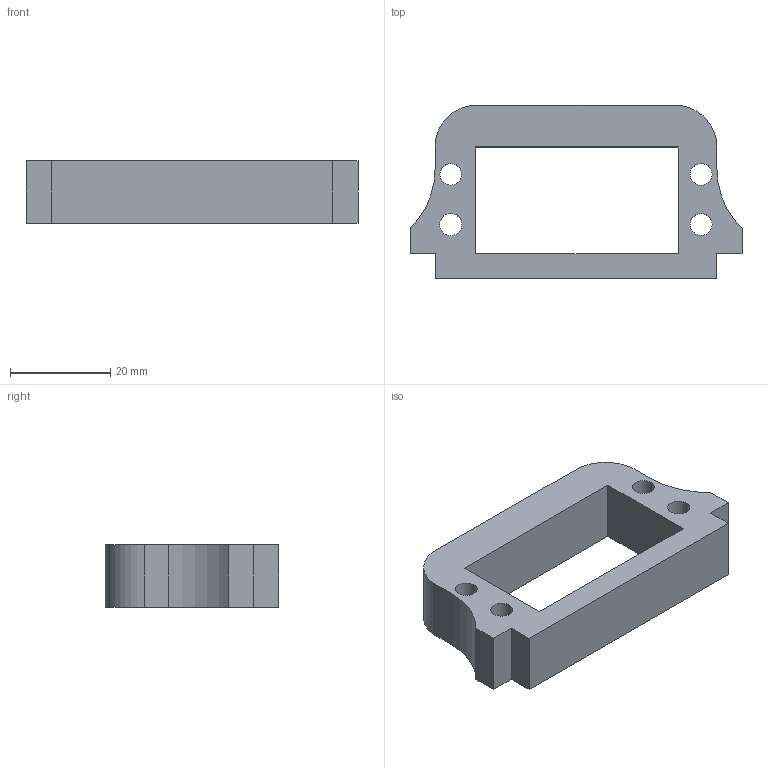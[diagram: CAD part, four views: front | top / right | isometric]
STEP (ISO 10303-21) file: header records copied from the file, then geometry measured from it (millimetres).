
FILE_DESCRIPTION (( 'STEP AP214' ), '1' );
FILE_NAME ('body-neck-servo-holder.STEP', '2024-05-20T18:53:54', ( '' ), ( '' ), 'SwSTEP 2.0', 'SolidWorks 2023', '' );
FILE_SCHEMA (( 'AUTOMOTIVE_DESIGN' ));
Length unit declared in the file: millimetre
Products named in the file (1): body-neck-servo-holder
Bounding box: 66.17 x 34.58 x 12.5 mm (x, y, z)
Volume: 13485.8 mm3; surface area: 6727.4 mm2
Topology: 1 solids, 1 shells, 32 faces, 90 edges, 60 vertices
Faces by surface type: plane 20, cylinder 12
Entity records: 1081 total; most frequent: CARTESIAN_POINT 183, ORIENTED_EDGE 180, DIRECTION 180, EDGE_CURVE 90, LINE 66, VECTOR 66, VERTEX_POINT 60, AXIS2_PLACEMENT_3D 57
